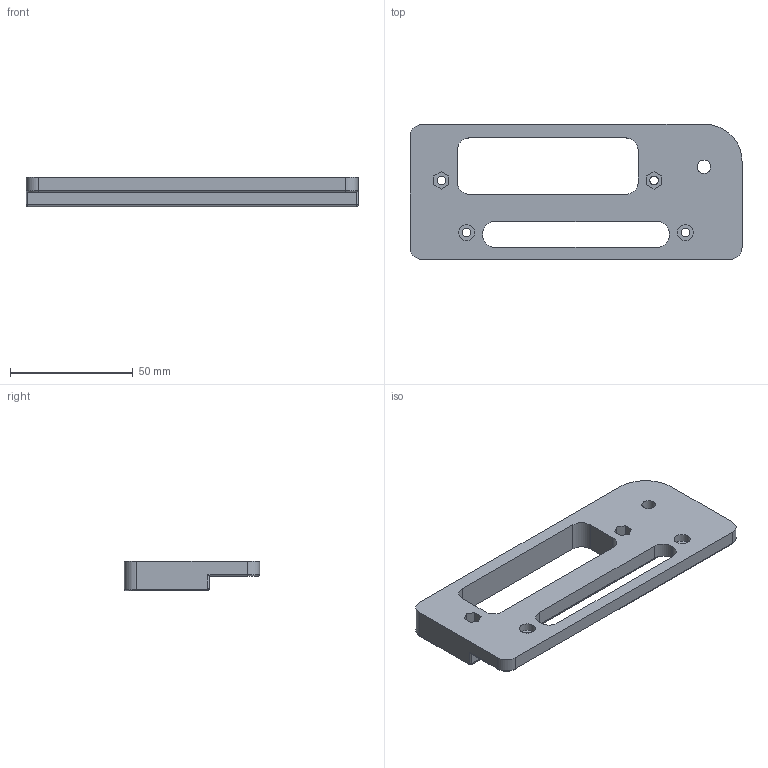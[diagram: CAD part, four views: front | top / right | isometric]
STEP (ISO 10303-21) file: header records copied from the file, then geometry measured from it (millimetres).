
FILE_DESCRIPTION(/* description */ (''),/* implementation_level */ '2;1');
FILE_NAME(/* name */ 'RFVplotter-PSUMountingBracketRight-v1_0.step',/* time_stamp */ '2022-10-16T12:48:58+02:00',/* author */ (''),/* organization */ (''),/* preprocessor_version */ 'ST-DEVELOPER v19',/* originating_system */ 'Autodesk Translation Framework v11.7.0.108',/* authorisation */ '');
FILE_SCHEMA (('AUTOMOTIVE_DESIGN { 1 0 10303 214 3 1 1 }'));
Length unit declared in the file: millimetre
Products named in the file (1): RFVplotter-PSUMountingBracketRight
Bounding box: 135 x 55 x 12 mm (x, y, z)
Volume: 45981.2 mm3; surface area: 17740.9 mm2
Topology: 1 solids, 1 shells, 66 faces, 166 edges, 106 vertices
Faces by surface type: plane 32, cylinder 28, torus 4, bspline 2
Full cylindrical faces by diameter (mm): 3.5 x4, 5.5 x1, 6.5 x2
Entity records: 2054 total; most frequent: DIRECTION 356, CARTESIAN_POINT 355, ORIENTED_EDGE 332, EDGE_CURVE 166, AXIS2_PLACEMENT_3D 125, LINE 106, VECTOR 106, VERTEX_POINT 106
